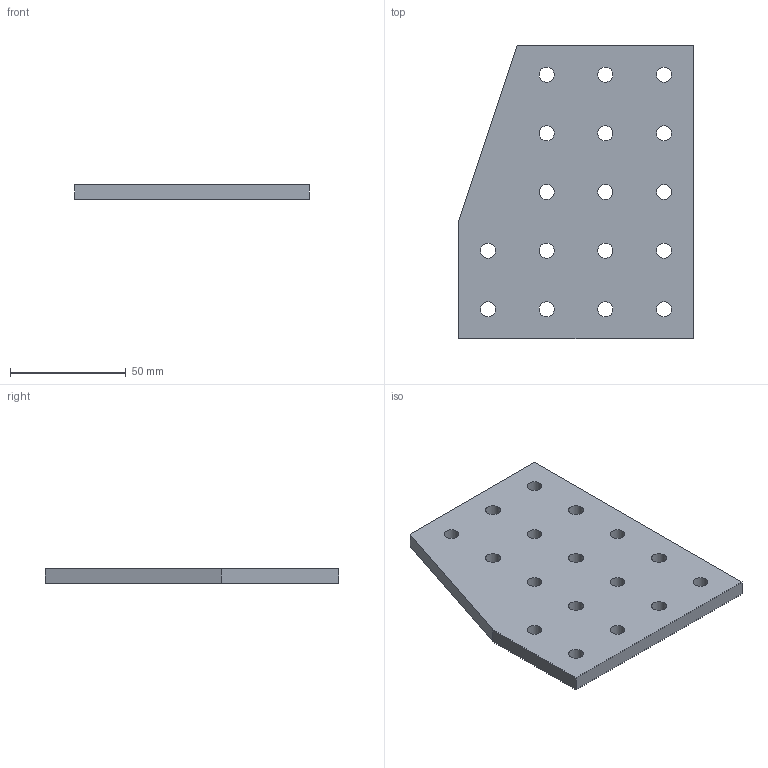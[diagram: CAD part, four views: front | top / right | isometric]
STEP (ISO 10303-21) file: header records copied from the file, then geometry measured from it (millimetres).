
FILE_DESCRIPTION(/* description */ (''),/* implementation_level */ '2;1');
FILE_NAME(/* name */ '3x2 L Plate.stp',/* time_stamp */ '2020-01-14T15:29:41-08:00',/* author */ ('361904'),/* organization */ (''),/* preprocessor_version */ 'ST-DEVELOPER v18',/* originating_system */ 'Autodesk Inventor 2020',/* authorisation */ '');
FILE_SCHEMA (('AUTOMOTIVE_DESIGN { 1 0 10303 214 3 1 1 }'));
Length unit declared in the file: inch
Products named in the file (1): 3x2 L Plate
Bounding box: 101.6 x 127 x 6.35 mm (x, y, z)
Volume: 72205.4 mm3; surface area: 27715.2 mm2
Topology: 1 solids, 1 shells, 24 faces, 66 edges, 44 vertices
Faces by surface type: cylinder 17, plane 7
Full cylindrical faces by diameter (mm): 6.502 x17
Entity records: 895 total; most frequent: DIRECTION 150, CARTESIAN_POINT 135, ORIENTED_EDGE 132, EDGE_CURVE 66, AXIS2_PLACEMENT_3D 59, EDGE_LOOP 58, VERTEX_POINT 44, FACE_BOUND 34
